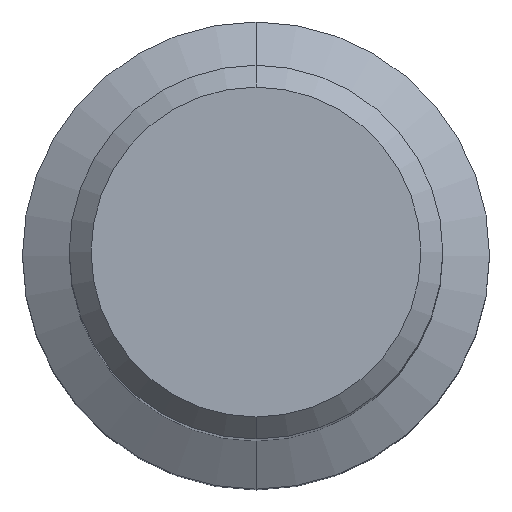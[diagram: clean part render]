
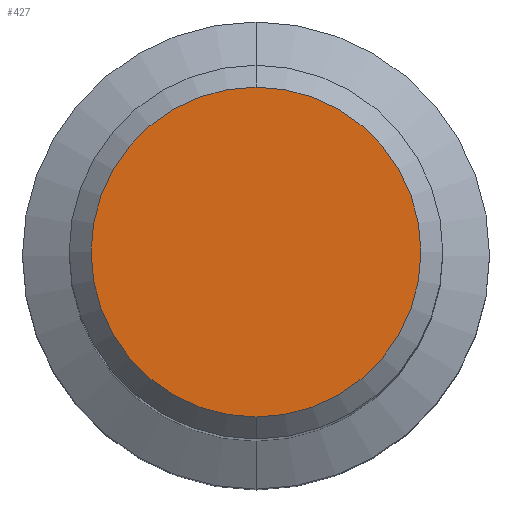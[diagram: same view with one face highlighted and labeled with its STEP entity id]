
A CAD part, top view. The second image highlights one B-rep face of the part: STEP entity #427.
In plain terms, the highlighted planar face has unit normal (0, 0, 1).
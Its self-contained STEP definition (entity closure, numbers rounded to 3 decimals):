
#231=VERTEX_POINT('',#618);
#269=EDGE_CURVE('',#231,#525,#662,.T.);
#297=EDGE_CURVE('',#525,#231,#692,.T.);
#427=ADVANCED_FACE('',(#840),#841,.T.);
#525=VERTEX_POINT('',#948);
#618=CARTESIAN_POINT('',(0.,-8.969,0.0));
#662=CIRCLE('',#1145,8.969);
#692=CIRCLE('',#1218,8.969);
#840=FACE_OUTER_BOUND('',#1519,.T.);
#841=PLANE('',#1520);
#948=CARTESIAN_POINT('',(0.0,8.969,0.0));
#1145=AXIS2_PLACEMENT_3D('',#1936,#1937,#1938);
#1218=AXIS2_PLACEMENT_3D('',#1964,#1965,#1966);
#1519=EDGE_LOOP('',(#2166,#2167));
#1520=AXIS2_PLACEMENT_3D('',#2168,#2169,#2170);
#1936=CARTESIAN_POINT('',(0.0,0.0,0.0));
#1937=DIRECTION('',(0.0,0.0,-1.0));
#1938=DIRECTION('',(0.0,1.0,0.0));
#1964=CARTESIAN_POINT('',(0.0,0.0,0.0));
#1965=DIRECTION('',(0.0,0.0,-1.0));
#1966=DIRECTION('',(0.0,1.0,0.0));
#2166=ORIENTED_EDGE('',*,*,#297,.F.);
#2167=ORIENTED_EDGE('',*,*,#269,.F.);
#2168=CARTESIAN_POINT('',(0.0,4.485,0.0));
#2169=DIRECTION('',(-0.0,0.0,1.0));
#2170=DIRECTION('',(0.0,-1.0,0.0));
